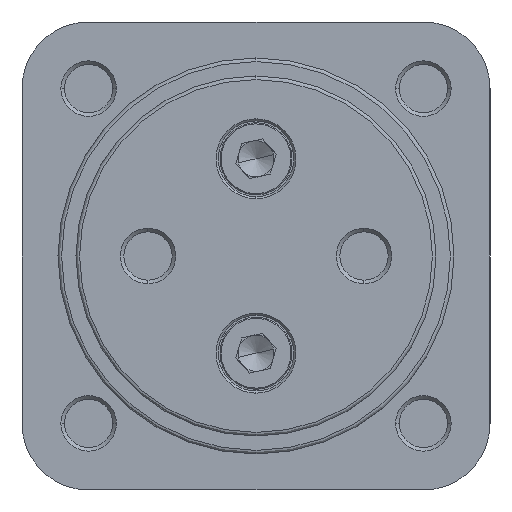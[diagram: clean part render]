
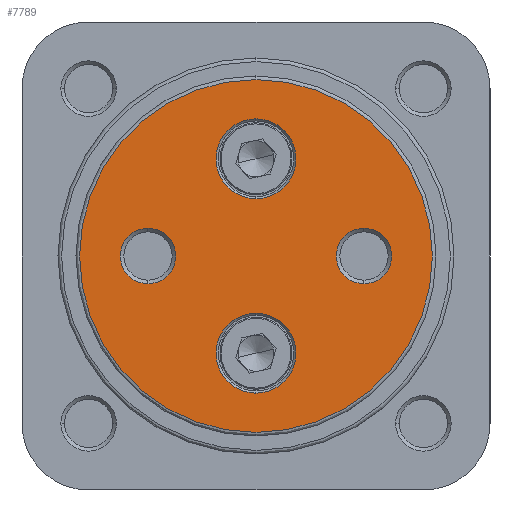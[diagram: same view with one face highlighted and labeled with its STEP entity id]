
A CAD part, left-side view. The second image highlights one B-rep face of the part: STEP entity #7789.
In plain terms, the highlighted planar face has unit normal (-1, 0, 0).
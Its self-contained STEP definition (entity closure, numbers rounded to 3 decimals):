
#374 = EDGE_CURVE ( 'NONE', #2700, #2701, #2304, .T. ) ;
#384 = EDGE_CURVE ( 'NONE', #2723, #2722, #2316, .T. ) ;
#388 = EDGE_CURVE ( 'NONE', #2727, #2726, #2322, .T. ) ;
#416 = EDGE_CURVE ( 'NONE', #2755, #2754, #2364, .T. ) ;
#420 = EDGE_CURVE ( 'NONE', #2759, #2758, #2370, .T. ) ;
#462 = EDGE_CURVE ( 'NONE', #2758, #2759, #2434, .T. ) ;
#468 = EDGE_CURVE ( 'NONE', #2754, #2755, #2440, .T. ) ;
#469 = EDGE_CURVE ( 'NONE', #2722, #2723, #2441, .T. ) ;
#473 = EDGE_CURVE ( 'NONE', #2701, #2700, #2445, .T. ) ;
#474 = EDGE_CURVE ( 'NONE', #2726, #2727, #2446, .T. ) ;
#1305 = ORIENTED_EDGE ( 'NONE', *, *, #468, .T. ) ;
#1306 = ORIENTED_EDGE ( 'NONE', *, *, #416, .T. ) ;
#1307 = ORIENTED_EDGE ( 'NONE', *, *, #462, .T. ) ;
#1308 = ORIENTED_EDGE ( 'NONE', *, *, #420, .T. ) ;
#1309 = ORIENTED_EDGE ( 'NONE', *, *, #469, .T. ) ;
#1310 = ORIENTED_EDGE ( 'NONE', *, *, #384, .T. ) ;
#1311 = ORIENTED_EDGE ( 'NONE', *, *, #474, .T. ) ;
#1312 = ORIENTED_EDGE ( 'NONE', *, *, #388, .T. ) ;
#1313 = ORIENTED_EDGE ( 'NONE', *, *, #374, .T. ) ;
#1314 = ORIENTED_EDGE ( 'NONE', *, *, #473, .T. ) ;
#2304 = CIRCLE ( 'NONE', #3796, 24.5 ) ;
#2316 = CIRCLE ( 'NONE', #3806, 5.55 ) ;
#2322 = CIRCLE ( 'NONE', #3807, 5.55 ) ;
#2364 = CIRCLE ( 'NONE', #3823, 3.85 ) ;
#2370 = CIRCLE ( 'NONE', #3824, 3.85 ) ;
#2434 = CIRCLE ( 'NONE', #3841, 3.85 ) ;
#2440 = CIRCLE ( 'NONE', #3847, 3.85 ) ;
#2441 = CIRCLE ( 'NONE', #3848, 5.55 ) ;
#2445 = CIRCLE ( 'NONE', #3852, 24.5 ) ;
#2446 = CIRCLE ( 'NONE', #3853, 5.55 ) ;
#2700 = VERTEX_POINT ( 'NONE', #5104 ) ;
#2701 = VERTEX_POINT ( 'NONE', #5105 ) ;
#2722 = VERTEX_POINT ( 'NONE', #5126 ) ;
#2723 = VERTEX_POINT ( 'NONE', #5127 ) ;
#2726 = VERTEX_POINT ( 'NONE', #5130 ) ;
#2727 = VERTEX_POINT ( 'NONE', #5131 ) ;
#2754 = VERTEX_POINT ( 'NONE', #5158 ) ;
#2755 = VERTEX_POINT ( 'NONE', #5159 ) ;
#2758 = VERTEX_POINT ( 'NONE', #5162 ) ;
#2759 = VERTEX_POINT ( 'NONE', #5163 ) ;
#3634 = CARTESIAN_POINT ( 'NONE',  ( 0., 0., 0. ) ) ;
#3635 = DIRECTION ( 'NONE',  ( -1., 0., 0. ) ) ;
#3636 = DIRECTION ( 'NONE',  ( 0., 0., -1. ) ) ;
#3664 = CARTESIAN_POINT ( 'NONE',  ( 0., 0., 13.5 ) ) ;
#3665 = DIRECTION ( 'NONE',  ( 1., 0., 0. ) ) ;
#3666 = DIRECTION ( 'NONE',  ( 0., 0., -1. ) ) ;
#3674 = CARTESIAN_POINT ( 'NONE',  ( 0., 0., -13.5 ) ) ;
#3675 = DIRECTION ( 'NONE',  ( 1., 0., 0. ) ) ;
#3676 = DIRECTION ( 'NONE',  ( 0., 0., -1. ) ) ;
#3744 = CARTESIAN_POINT ( 'NONE',  ( 0., 15., 0. ) ) ;
#3745 = DIRECTION ( 'NONE',  ( 1., 0., 0. ) ) ;
#3746 = DIRECTION ( 'NONE',  ( 0., 0., -1. ) ) ;
#3796 = AXIS2_PLACEMENT_3D ( 'NONE', #3634, #3635, #3636 ) ;
#3806 = AXIS2_PLACEMENT_3D ( 'NONE', #3664, #3665, #3666 ) ;
#3807 = AXIS2_PLACEMENT_3D ( 'NONE', #3674, #3675, #3676 ) ;
#3823 = AXIS2_PLACEMENT_3D ( 'NONE', #3744, #3745, #3746 ) ;
#3824 = AXIS2_PLACEMENT_3D ( 'NONE', #4273, #4274, #4275 ) ;
#3841 = AXIS2_PLACEMENT_3D ( 'NONE', #4368, #4375, #4376 ) ;
#3847 = AXIS2_PLACEMENT_3D ( 'NONE', #4386, #4393, #4394 ) ;
#3848 = AXIS2_PLACEMENT_3D ( 'NONE', #4389, #4396, #4397 ) ;
#3852 = AXIS2_PLACEMENT_3D ( 'NONE', #4401, #4408, #4409 ) ;
#3853 = AXIS2_PLACEMENT_3D ( 'NONE', #4404, #4411, #4412 ) ;
#3949 = AXIS2_PLACEMENT_3D ( 'NONE', #5408, #5420, #5421 ) ;
#4273 = CARTESIAN_POINT ( 'NONE',  ( 0., -15., 0. ) ) ;
#4274 = DIRECTION ( 'NONE',  ( 1., 0., 0. ) ) ;
#4275 = DIRECTION ( 'NONE',  ( 0., 0., -1. ) ) ;
#4368 = CARTESIAN_POINT ( 'NONE',  ( 0., -15., 0. ) ) ;
#4375 = DIRECTION ( 'NONE',  ( 1., 0., 0. ) ) ;
#4376 = DIRECTION ( 'NONE',  ( 0., 0., -1. ) ) ;
#4386 = CARTESIAN_POINT ( 'NONE',  ( 0., 15., 0. ) ) ;
#4389 = CARTESIAN_POINT ( 'NONE',  ( 0., 0., 13.5 ) ) ;
#4393 = DIRECTION ( 'NONE',  ( 1., 0., 0. ) ) ;
#4394 = DIRECTION ( 'NONE',  ( 0., 0., -1. ) ) ;
#4396 = DIRECTION ( 'NONE',  ( 1., 0., 0. ) ) ;
#4397 = DIRECTION ( 'NONE',  ( 0., 0., -1. ) ) ;
#4401 = CARTESIAN_POINT ( 'NONE',  ( 0., 0., 0. ) ) ;
#4404 = CARTESIAN_POINT ( 'NONE',  ( 0., 0., -13.5 ) ) ;
#4408 = DIRECTION ( 'NONE',  ( -1., 0., 0. ) ) ;
#4409 = DIRECTION ( 'NONE',  ( 0., 0., -1. ) ) ;
#4411 = DIRECTION ( 'NONE',  ( 1., 0., 0. ) ) ;
#4412 = DIRECTION ( 'NONE',  ( 0., 0., -1. ) ) ;
#5104 = CARTESIAN_POINT ( 'NONE',  ( 0., 0., 24.5 ) ) ;
#5105 = CARTESIAN_POINT ( 'NONE',  ( 0., 0., -24.5 ) ) ;
#5126 = CARTESIAN_POINT ( 'NONE',  ( 0., 0., 7.95 ) ) ;
#5127 = CARTESIAN_POINT ( 'NONE',  ( 0., 0., 19.05 ) ) ;
#5130 = CARTESIAN_POINT ( 'NONE',  ( 0., 0., -19.05 ) ) ;
#5131 = CARTESIAN_POINT ( 'NONE',  ( 0., 0., -7.95 ) ) ;
#5158 = CARTESIAN_POINT ( 'NONE',  ( 0., 15., -3.85 ) ) ;
#5159 = CARTESIAN_POINT ( 'NONE',  ( 0., 15., 3.85 ) ) ;
#5162 = CARTESIAN_POINT ( 'NONE',  ( 0., -15., -3.85 ) ) ;
#5163 = CARTESIAN_POINT ( 'NONE',  ( 0., -15., 3.85 ) ) ;
#5405 = PLANE ( 'NONE',  #3949 ) ;
#5408 = CARTESIAN_POINT ( 'NONE',  ( 0., 0., 0. ) ) ;
#5420 = DIRECTION ( 'NONE',  ( 1., 0., 0. ) ) ;
#5421 = DIRECTION ( 'NONE',  ( 0., 0., -1. ) ) ;
#5952 = FACE_BOUND ( 'NONE', #7509, .T. ) ;
#5956 = FACE_OUTER_BOUND ( 'NONE', #7629, .T. ) ;
#5957 = FACE_BOUND ( 'NONE', #7548, .T. ) ;
#5959 = FACE_BOUND ( 'NONE', #7626, .T. ) ;
#5961 = FACE_BOUND ( 'NONE', #7638, .T. ) ;
#7509 = EDGE_LOOP ( 'NONE', ( #1312, #1311 ) ) ;
#7548 = EDGE_LOOP ( 'NONE', ( #1306, #1305 ) ) ;
#7626 = EDGE_LOOP ( 'NONE', ( #1310, #1309 ) ) ;
#7629 = EDGE_LOOP ( 'NONE', ( #1314, #1313 ) ) ;
#7638 = EDGE_LOOP ( 'NONE', ( #1308, #1307 ) ) ;
#7789 = ADVANCED_FACE ( 'NONE', ( #5956, #5952, #5959, #5961, #5957 ), #5405, .F. ) ;
